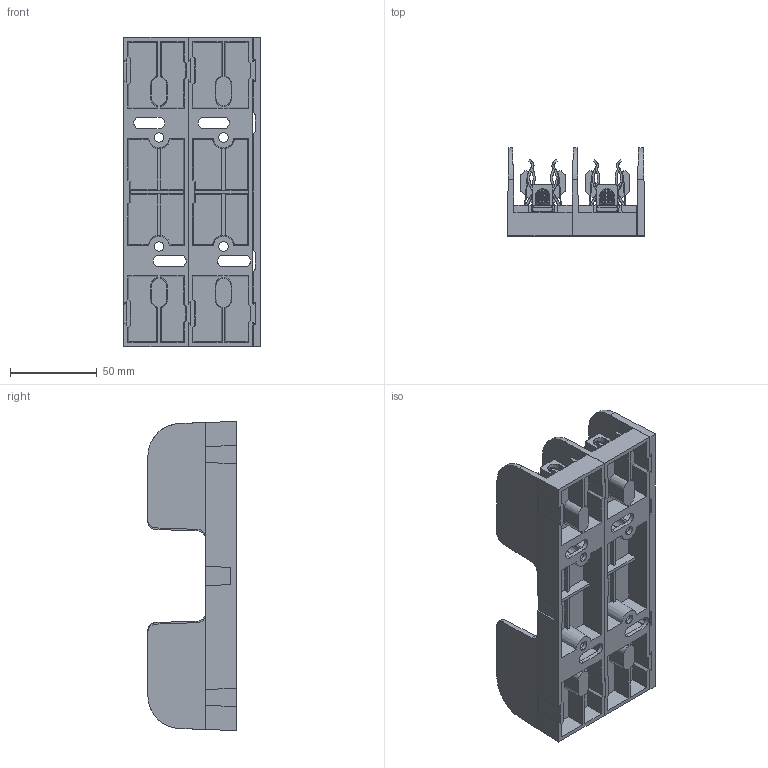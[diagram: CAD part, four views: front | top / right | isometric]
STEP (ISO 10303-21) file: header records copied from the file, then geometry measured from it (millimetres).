
FILE_DESCRIPTION (( 'STEP AP214' ), '1' );
FILE_NAME ('05B0260.STEP', '2025-03-28T16:25:48', ( '' ), ( '' ), 'SwSTEP 2.0', 'SolidWorks 2021', '' );
FILE_SCHEMA (( 'AUTOMOTIVE_DESIGN' ));
Length unit declared in the file: inch
Products named in the file (12): F08936_90272A147; C08970; U09399; C08930; U00015; C08939; U09361; 05B0260; 310170; 12B0002_C08922P; F08990_90287A242; U00022
Assembly tree (20 placements, depth 3):
  05B0260
    U09399  x2
    U00022  x2
      12B0002_C08922P
      C08930
      C08939
      C08970
      310170
    U00015  x2
      12B0002_C08922P
      C08930
      C08970
      310170
    U09361
    F08990_90287A242  x2
    F08936_90272A147  x2
Bounding box: 78.52 x 50.8 x 177.8 mm (x, y, z)
Volume: 144670.8 mm3; surface area: 128733.4 mm2
Topology: 25 solids, 25 shells, 1937 faces, 5230 edges, 3348 vertices
Faces by surface type: plane 969, cylinder 596, cone 272, torus 48, bspline 36, sphere 16
Entity records: 27470 total; most frequent: CARTESIAN_POINT 8709, ORIENTED_EDGE 4026, DIRECTION 3654, EDGE_CURVE 2013, VERTEX_POINT 1303, LINE 1226, VECTOR 1226, AXIS2_PLACEMENT_3D 1214
